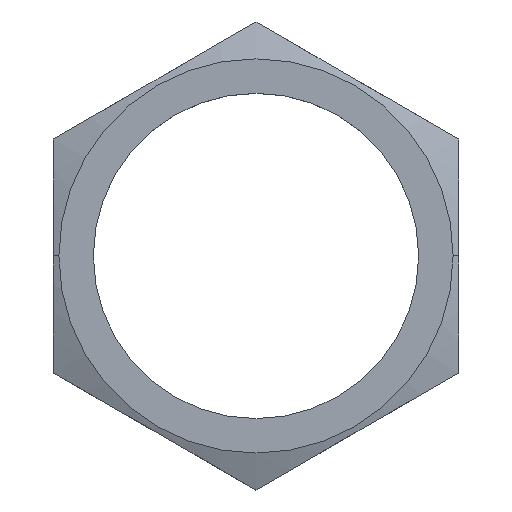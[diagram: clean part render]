
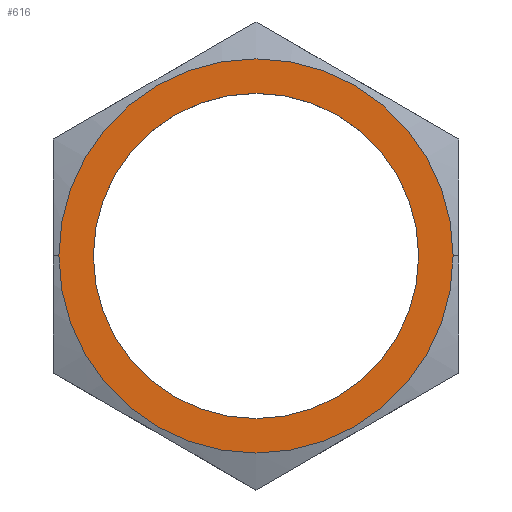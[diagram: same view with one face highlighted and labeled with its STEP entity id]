
A CAD part, top view. The second image highlights one B-rep face of the part: STEP entity #616.
In plain terms, the highlighted planar face has unit normal (0, 0, 1).
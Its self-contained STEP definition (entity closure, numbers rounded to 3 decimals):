
#23 = VERTEX_POINT ( 'NONE', #65 ) ;
#34 = AXIS2_PLACEMENT_3D ( 'NONE', #237, #426, #814 ) ;
#45 = EDGE_LOOP ( 'NONE', ( #482, #404 ) ) ;
#65 = CARTESIAN_POINT ( 'NONE',  ( 7.15, 0., 1. ) ) ;
#145 = CARTESIAN_POINT ( 'NONE',  ( 0., 0., 1. ) ) ;
#186 = EDGE_CURVE ( 'NONE', #23, #192, #210, .T. ) ;
#192 = VERTEX_POINT ( 'NONE', #407 ) ;
#194 = DIRECTION ( 'NONE',  ( 0., 0., 1. ) ) ;
#197 = EDGE_CURVE ( 'NONE', #192, #23, #333, .T. ) ;
#210 = CIRCLE ( 'NONE', #686, 7.15 ) ;
#237 = CARTESIAN_POINT ( 'NONE',  ( 0., 0., 1. ) ) ;
#251 = DIRECTION ( 'NONE',  ( 1., 0., 0. ) ) ;
#257 = DIRECTION ( 'NONE',  ( 1., 0., 0. ) ) ;
#267 = ORIENTED_EDGE ( 'NONE', *, *, #759, .F. ) ;
#274 = DIRECTION ( 'NONE',  ( 0., 0., 1. ) ) ;
#282 = FACE_OUTER_BOUND ( 'NONE', #45, .T. ) ;
#301 = CARTESIAN_POINT ( 'NONE',  ( 5.9, 0., 1. ) ) ;
#333 = CIRCLE ( 'NONE', #440, 7.15 ) ;
#348 = VERTEX_POINT ( 'NONE', #301 ) ;
#363 = CIRCLE ( 'NONE', #34, 5.9 ) ;
#383 = CARTESIAN_POINT ( 'NONE',  ( 0., 0., 1. ) ) ;
#404 = ORIENTED_EDGE ( 'NONE', *, *, #186, .T. ) ;
#407 = CARTESIAN_POINT ( 'NONE',  ( -7.15, 0., 1. ) ) ;
#419 = ORIENTED_EDGE ( 'NONE', *, *, #776, .F. ) ;
#426 = DIRECTION ( 'NONE',  ( 0., 0., 1. ) ) ;
#432 = FACE_BOUND ( 'NONE', #613, .T. ) ;
#440 = AXIS2_PLACEMENT_3D ( 'NONE', #145, #274, #667 ) ;
#445 = CARTESIAN_POINT ( 'NONE',  ( 0., 0., 1. ) ) ;
#455 = DIRECTION ( 'NONE',  ( 1., 0., 0. ) ) ;
#458 = AXIS2_PLACEMENT_3D ( 'NONE', #774, #194, #455 ) ;
#479 = PLANE ( 'NONE',  #487 ) ;
#482 = ORIENTED_EDGE ( 'NONE', *, *, #197, .T. ) ;
#487 = AXIS2_PLACEMENT_3D ( 'NONE', #445, #691, #251 ) ;
#584 = DIRECTION ( 'NONE',  ( 0., 0., 1. ) ) ;
#613 = EDGE_LOOP ( 'NONE', ( #419, #267 ) ) ;
#616 = ADVANCED_FACE ( 'NONE', ( #432, #282 ), #479, .T. ) ;
#667 = DIRECTION ( 'NONE',  ( 1., 0., 0. ) ) ;
#686 = AXIS2_PLACEMENT_3D ( 'NONE', #383, #584, #257 ) ;
#691 = DIRECTION ( 'NONE',  ( 0., 0., 1. ) ) ;
#725 = CIRCLE ( 'NONE', #458, 5.9 ) ;
#759 = EDGE_CURVE ( 'NONE', #348, #773, #725, .T. ) ;
#773 = VERTEX_POINT ( 'NONE', #818 ) ;
#774 = CARTESIAN_POINT ( 'NONE',  ( 0., 0., 1. ) ) ;
#776 = EDGE_CURVE ( 'NONE', #773, #348, #363, .T. ) ;
#814 = DIRECTION ( 'NONE',  ( 1., 0., 0. ) ) ;
#818 = CARTESIAN_POINT ( 'NONE',  ( -5.9, 0., 1. ) ) ;
